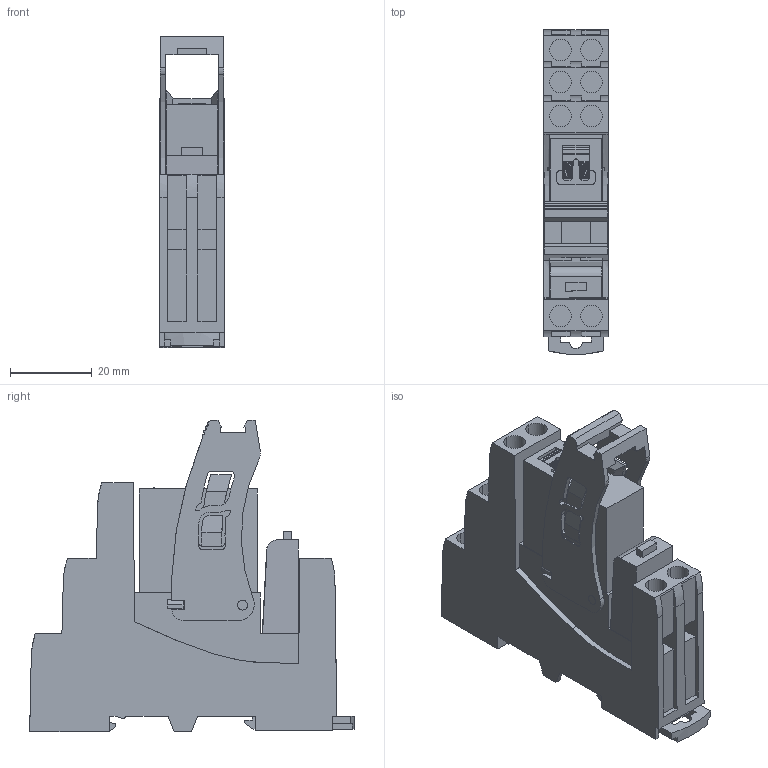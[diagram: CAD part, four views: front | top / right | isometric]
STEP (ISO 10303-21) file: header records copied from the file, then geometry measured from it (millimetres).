
FILE_DESCRIPTION(('CATIA V5 STEP Exchange','CAx-IF Rec.Pracs.--- Model Styling and Organization---1.5--- 2016-08-15','CAx-IF Rec.Pracs.---Supplemental Geometry---1.0---2011-11-01','CAx-IF Rec.Pracs.--- Composite Materials ---1.1---2010-07-15'),'2;1');
FILE_NAME ('D1650138_0', '2025-03-24T08:48:30+00:00', ('none'), ('Weidmueller'), 'CATIA Version 5-6 Release 2022 SP4 HF5', 'CATIA V5 STEP AP214 v3', 'none');
FILE_SCHEMA(('AUTOMOTIVE_DESIGN { 1 0 10303 214 1 1 1 1 }'));
Length unit declared in the file: millimetre
Products named in the file (1): S3D_CRIKIT_S_XXXVDC_XCO_L_D_PB
Bounding box: 15.8 x 79.61 x 76.3 mm (x, y, z)
Volume: 50379.2 mm3; surface area: 20330.1 mm2
Topology: 1 solids, 1 shells, 569 faces, 1662 edges, 1098 vertices
Faces by surface type: plane 411, cylinder 144, extrusion 10, cone 4
Entity records: 19220 total; most frequent: CARTESIAN_POINT 4880, ORIENTED_EDGE 3324, DIRECTION 2081, EDGE_CURVE 1662, VECTOR 1221, LINE 1211, VERTEX_POINT 1098, EDGE_LOOP 602
